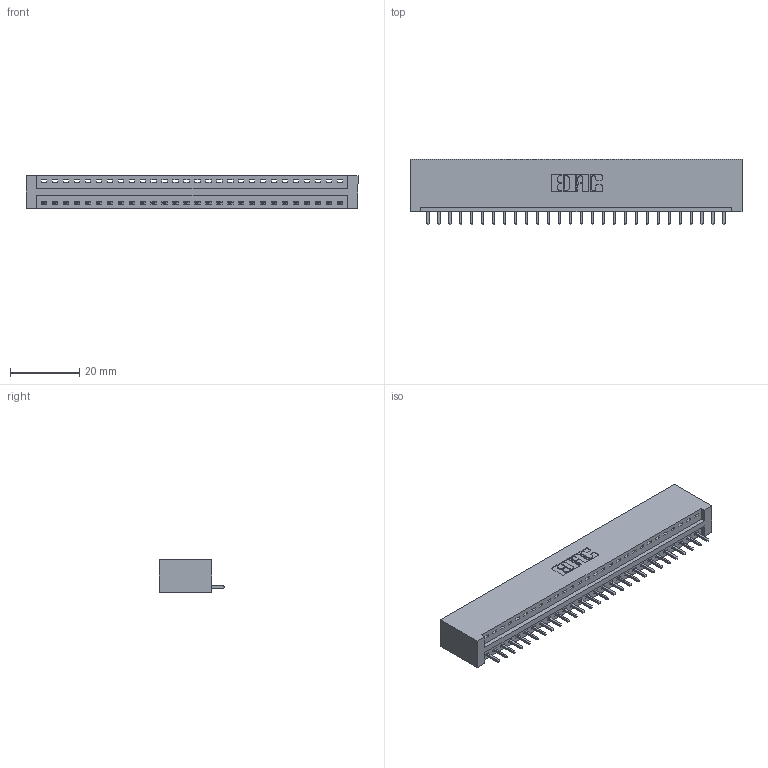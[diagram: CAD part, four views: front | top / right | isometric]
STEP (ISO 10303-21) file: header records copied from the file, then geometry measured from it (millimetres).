
FILE_DESCRIPTION (( 'STEP AP203' ), '1' );
FILE_NAME ('346-028-521-101.STEP', '2022-05-06T06:21:21', ( '' ), ( '' ), 'SwSTEP 2.0', 'SolidWorks 2020', '' );
FILE_SCHEMA (( 'CONFIG_CONTROL_DESIGN' ));
Length unit declared in the file: inch
Products named in the file (3): 345-292-001_345-293-121; 346-028-521-101; 346 Part_No Mounting Lugs
Assembly tree (29 placements, depth 2):
  346-028-521-101
    346 Part_No Mounting Lugs
    345-292-001_345-293-121  x28
Bounding box: 96.14 x 19.05 x 9.4 mm (x, y, z)
Volume: 9575.9 mm3; surface area: 11575.8 mm2
Topology: 29 solids, 29 shells, 1738 faces, 5233 edges, 3450 vertices
Faces by surface type: plane 1192, cylinder 546
Entity records: 19003 total; most frequent: CARTESIAN_POINT 3268, ORIENTED_EDGE 3230, DIRECTION 2895, EDGE_CURVE 1615, LINE 1379, VECTOR 1379, VERTEX_POINT 1074, AXIS2_PLACEMENT_3D 758
